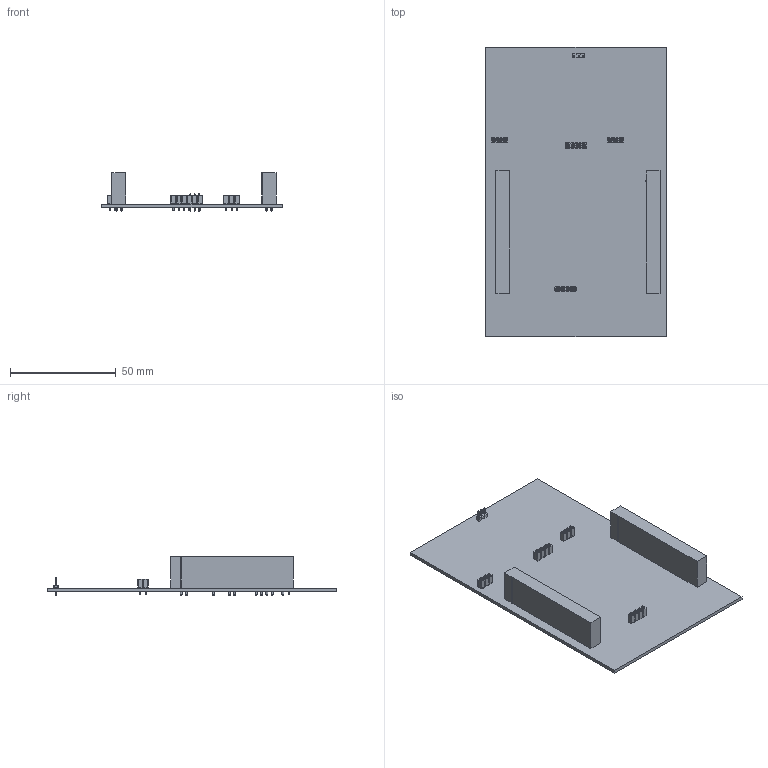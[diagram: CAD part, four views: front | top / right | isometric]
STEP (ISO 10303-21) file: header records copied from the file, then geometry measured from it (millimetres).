
FILE_DESCRIPTION(('PCB Model'),'2;1');
FILE_NAME('RegadorProject.STEP','2023-11-05T16:53:26',('Mateo'),('Unspecified'), 'Open CASCADE STEP processor 6.8','Proteus','Unknown');
FILE_SCHEMA(('CONFIG_CONTROL_DESIGN','SHAPE_APPEARANCE_LAYER_MIM'));
Length unit declared in the file: millimetre
Products named in the file (42): Open CASCADE STEP translator 6.8 1; Layer_1; J3; Open CASCADE STEP translator 6.8 1.2.1; Body_1; J4; Open CASCADE STEP translator 6.8 1.3.1; M22-201_ASM|Next_assembly_relationship;M22-201-MOULD; M22-201_ASM|Next_assembly_relationship;M22-201-PIN; J1; Open CASCADE STEP translator 6.8 1.4.1; J2; Open CASCADE STEP translator 6.8 1.5.1; J5; Open CASCADE STEP translator 6.8 1.6.1; J6; Open CASCADE STEP translator 6.8 1.7.1; Pin_1; Pin_2; Pin_3; Pin_4; Pin_5; Pin_6; Pin_7; Pin_8; Pin_9; Pin_10; Pin_11; J7; Open CASCADE STEP translator 6.8 1.8.1
Assembly tree (43 placements, depth 5):
  Open CASCADE STEP translator 6.8 1
    Layer_1
    J3
      Open CASCADE STEP translator 6.8 1.2.1
        Body_1
    J4
      Open CASCADE STEP translator 6.8 1.3.1
        Body_1
          M22-201_ASM|Next_assembly_relationship;M22-201-MOULD
          M22-201_ASM|Next_assembly_relationship;M22-201-PIN
          M22-201_ASM|Next_assembly_relationship;M22-201-PIN
          M22-201_ASM|Next_assembly_relationship;M22-201-PIN
    J1
      Open CASCADE STEP translator 6.8 1.4.1
        Body_1
    J2
      Open CASCADE STEP translator 6.8 1.5.1
        Body_1
    J5
      Open CASCADE STEP translator 6.8 1.6.1
        Body_1
    J6
      Open CASCADE STEP translator 6.8 1.7.1
        Body_1
        Pin_1
        Pin_2
        Pin_3
        Pin_4
        Pin_5
        Pin_6
        Pin_7
        Pin_8
        Pin_9
        Pin_10
        Pin_11
    J7
      Open CASCADE STEP translator 6.8 1.8.1
        Body_1
        Pin_1
        Pin_2
        Pin_3
        Pin_4
        Pin_5
        Pin_6
Bounding box: 85.5 x 137 x 18.46 mm (x, y, z)
Volume: 30711.9 mm3; surface area: 31244.8 mm2
Topology: 28 solids, 28 shells, 932 faces, 2248 edges, 1304 vertices
Faces by surface type: cone 280, plane 240, cylinder 214, bspline 88, sphere 82, torus 28
Entity records: 23180 total; most frequent: CARTESIAN_POINT 3435, DIRECTION 2995, ORIENTED_EDGE 2792, EDGE_CURVE 1396, AXIS2_PLACEMENT_3D 1115, VERTEX_POINT 863, LINE 765, VECTOR 765
